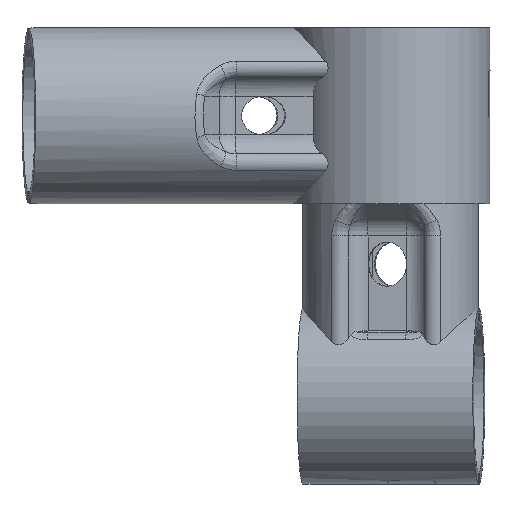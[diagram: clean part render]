
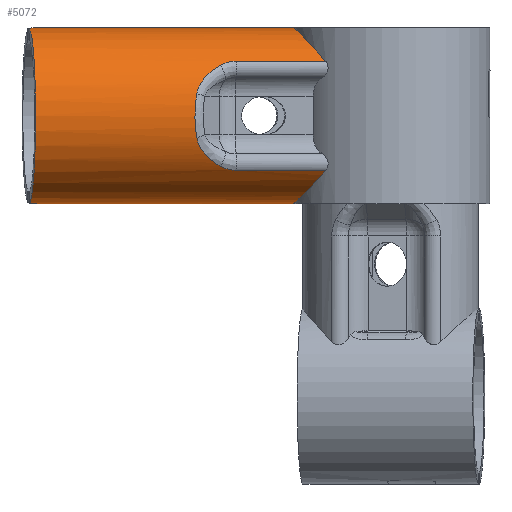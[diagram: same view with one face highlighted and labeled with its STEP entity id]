
A CAD part, front view. The second image highlights one B-rep face of the part: STEP entity #5072.
In plain terms, the highlighted cylindrical face has radius 16 mm (diameter 32 mm), a partial arc.
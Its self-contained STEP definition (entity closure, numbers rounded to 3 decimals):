
#3889=CARTESIAN_POINT('',(-15.978,0.837,17.981));
#3890=VERTEX_POINT('',#3889);
#3897=CARTESIAN_POINT('',(-9.926,12.549,12.904));
#3898=VERTEX_POINT('',#3897);
#3899=CARTESIAN_POINT('',(-9.926,12.549,12.904));
#3900=CARTESIAN_POINT('',(-10.415,12.162,13.281));
#3901=CARTESIAN_POINT('',(-10.88,11.748,13.649));
#3902=CARTESIAN_POINT('',(-11.975,10.653,14.534));
#3903=CARTESIAN_POINT('',(-12.613,9.897,15.066));
#3904=CARTESIAN_POINT('',(-13.764,8.221,16.042));
#3905=CARTESIAN_POINT('',(-14.277,7.301,16.486));
#3906=CARTESIAN_POINT('',(-15.12,5.342,17.221));
#3907=CARTESIAN_POINT('',(-15.449,4.302,17.512));
#3908=CARTESIAN_POINT('',(-15.833,2.445,17.851));
#3909=CARTESIAN_POINT('',(-15.936,1.64,17.943));
#3910=CARTESIAN_POINT('',(-15.978,0.837,17.981));
#3911=B_SPLINE_CURVE_WITH_KNOTS('',3,(#3899,#3900,#3901,#3902,#3903,#3904,#3905,#3906,#3907,#3908,#3909,#3910),.UNSPECIFIED.,.F.,.U.,(4,2,2,2,2,4),(1.17,1.382,1.705,2.028,2.35,2.59),.UNSPECIFIED.);
#3912=EDGE_CURVE('',#3898,#3890,#3911,.T.);
#3967=CARTESIAN_POINT('',(9.926,12.549,12.904));
#3968=VERTEX_POINT('',#3967);
#3984=CARTESIAN_POINT('',(15.978,0.837,17.981));
#3985=VERTEX_POINT('',#3984);
#3986=CARTESIAN_POINT('',(15.978,0.837,17.981));
#3987=CARTESIAN_POINT('',(15.936,1.64,17.943));
#3988=CARTESIAN_POINT('',(15.833,2.445,17.851));
#3989=CARTESIAN_POINT('',(15.449,4.302,17.512));
#3990=CARTESIAN_POINT('',(15.12,5.342,17.221));
#3991=CARTESIAN_POINT('',(14.277,7.301,16.486));
#3992=CARTESIAN_POINT('',(13.764,8.221,16.042));
#3993=CARTESIAN_POINT('',(12.613,9.897,15.066));
#3994=CARTESIAN_POINT('',(11.975,10.653,14.534));
#3995=CARTESIAN_POINT('',(10.88,11.748,13.649));
#3996=CARTESIAN_POINT('',(10.415,12.162,13.281));
#3997=CARTESIAN_POINT('',(9.926,12.549,12.904));
#3998=B_SPLINE_CURVE_WITH_KNOTS('',3,(#3986,#3987,#3988,#3989,#3990,#3991,#3992,#3993,#3994,#3995,#3996,#3997),.UNSPECIFIED.,.F.,.U.,(4,2,2,2,2,4),(8.104,8.343,8.666,8.989,9.312,9.524),.UNSPECIFIED.);
#3999=EDGE_CURVE('',#3985,#3968,#3998,.T.);
#4179=CARTESIAN_POINT('',(9.926,12.549,29.135));
#4180=VERTEX_POINT('',#4179);
#4188=CARTESIAN_POINT('',(9.926,12.549,29.135));
#4189=DIRECTION('',(0.0,0.0,-1.0));
#4190=VECTOR('',#4189,16.231);
#4191=LINE('',#4188,#4190);
#4192=EDGE_CURVE('',#4180,#3968,#4191,.T.);
#4456=CARTESIAN_POINT('',(9.175,13.108,32.15));
#4457=VERTEX_POINT('',#4456);
#4477=CARTESIAN_POINT('',(4.,15.492,36.594));
#4478=VERTEX_POINT('',#4477);
#4486=CARTESIAN_POINT('',(4.,15.492,36.594));
#4487=CARTESIAN_POINT('',(5.065,15.217,36.392));
#4488=CARTESIAN_POINT('',(7.204,14.39,35.142));
#4489=CARTESIAN_POINT('',(8.556,13.541,33.282));
#4490=CARTESIAN_POINT('',(9.175,13.108,32.15));
#4491=B_SPLINE_CURVE_WITH_KNOTS('',3,(#4486,#4487,#4488,#4489,#4490),.UNSPECIFIED.,.F.,.U.,(4,1,4),(0.0,0.295,0.688),.UNSPECIFIED.);
#4492=EDGE_CURVE('',#4478,#4457,#4491,.T.);
#4516=CARTESIAN_POINT('',(-4.,15.492,36.594));
#4517=VERTEX_POINT('',#4516);
#4525=CARTESIAN_POINT('',(0.0,0.0,25.22));
#4526=DIRECTION('',(0.0,0.592,-0.806));
#4527=DIRECTION('',(0.0,0.806,0.592));
#4528=AXIS2_PLACEMENT_3D('',#4525,#4526,#4527);
#4529=ELLIPSE('',#4528,19.849,16.);
#4530=EDGE_CURVE('',#4517,#4478,#4529,.T.);
#4586=CARTESIAN_POINT('',(-9.175,13.108,32.15));
#4587=VERTEX_POINT('',#4586);
#4595=CARTESIAN_POINT('',(-9.175,13.108,32.15));
#4596=CARTESIAN_POINT('',(-8.711,13.433,32.999));
#4597=CARTESIAN_POINT('',(-7.785,14.022,34.341));
#4598=CARTESIAN_POINT('',(-6.012,14.866,35.884));
#4599=CARTESIAN_POINT('',(-4.71,15.309,36.46));
#4600=CARTESIAN_POINT('',(-4.,15.492,36.594));
#4601=B_SPLINE_CURVE_WITH_KNOTS('',3,(#4595,#4596,#4597,#4598,#4599,#4600),.UNSPECIFIED.,.F.,.U.,(4,1,1,4),(0.0,0.295,0.491,0.688),.UNSPECIFIED.);
#4602=EDGE_CURVE('',#4587,#4517,#4601,.T.);
#4641=CARTESIAN_POINT('',(9.175,13.108,32.15));
#4642=CARTESIAN_POINT('',(9.673,12.76,31.241));
#4643=CARTESIAN_POINT('',(9.926,12.549,30.189));
#4644=CARTESIAN_POINT('',(9.926,12.549,29.135));
#4645=B_SPLINE_CURVE_WITH_KNOTS('',3,(#4641,#4642,#4643,#4644),.UNSPECIFIED.,.F.,.U.,(4,4),(3.742,4.058),.UNSPECIFIED.);
#4646=EDGE_CURVE('',#4457,#4180,#4645,.T.);
#4676=CARTESIAN_POINT('',(-9.926,12.549,29.135));
#4677=VERTEX_POINT('',#4676);
#4685=CARTESIAN_POINT('',(-9.926,12.549,29.135));
#4686=CARTESIAN_POINT('',(-9.926,12.549,30.189));
#4687=CARTESIAN_POINT('',(-9.673,12.76,31.241));
#4688=CARTESIAN_POINT('',(-9.175,13.108,32.15));
#4689=B_SPLINE_CURVE_WITH_KNOTS('',3,(#4685,#4686,#4687,#4688),.UNSPECIFIED.,.F.,.U.,(4,4),(-0.316,0.0),.UNSPECIFIED.);
#4690=EDGE_CURVE('',#4677,#4587,#4689,.T.);
#4709=CARTESIAN_POINT('',(-9.926,12.549,12.904));
#4710=DIRECTION('',(0.0,0.0,1.0));
#4711=VECTOR('',#4710,16.231);
#4712=LINE('',#4709,#4711);
#4713=EDGE_CURVE('',#3898,#4677,#4712,.T.);
#4896=CARTESIAN_POINT('',(-15.748,2.828,66.0));
#4897=VERTEX_POINT('',#4896);
#4904=CARTESIAN_POINT('',(-15.978,0.837,64.0));
#4905=VERTEX_POINT('',#4904);
#4906=CARTESIAN_POINT('',(-15.748,2.828,66.0));
#4907=CARTESIAN_POINT('',(-15.793,2.58,66.0));
#4908=CARTESIAN_POINT('',(-15.834,2.314,65.95));
#4909=CARTESIAN_POINT('',(-15.898,1.824,65.746));
#4910=CARTESIAN_POINT('',(-15.921,1.599,65.592));
#4911=CARTESIAN_POINT('',(-15.952,1.245,65.237));
#4912=CARTESIAN_POINT('',(-15.963,1.091,65.012));
#4913=CARTESIAN_POINT('',(-15.976,0.888,64.519));
#4914=CARTESIAN_POINT('',(-15.978,0.837,64.251));
#4915=CARTESIAN_POINT('',(-15.978,0.837,64.));
#4916=B_SPLINE_CURVE_WITH_KNOTS('',3,(#4906,#4907,#4908,#4909,#4910,#4911,#4912,#4913,#4914,#4915),.UNSPECIFIED.,.F.,.U.,(4,2,2,2,4),(0.304,0.38,0.455,0.53,0.606),.UNSPECIFIED.);
#4917=EDGE_CURVE('',#4897,#4905,#4916,.T.);
#4935=CARTESIAN_POINT('',(15.748,2.828,66.0));
#4936=VERTEX_POINT('',#4935);
#4943=CARTESIAN_POINT('',(0.0,0.0,66.0));
#4944=DIRECTION('',(0.0,0.0,1.0));
#4945=DIRECTION('',(-1.0,0.0,0.0));
#4946=AXIS2_PLACEMENT_3D('',#4943,#4944,#4945);
#4947=CIRCLE('',#4946,16.0);
#4948=EDGE_CURVE('',#4936,#4897,#4947,.T.);
#4958=CARTESIAN_POINT('',(15.978,0.837,64.0));
#4959=VERTEX_POINT('',#4958);
#4960=CARTESIAN_POINT('',(15.978,0.837,64.0));
#4961=CARTESIAN_POINT('',(15.978,0.837,64.251));
#4962=CARTESIAN_POINT('',(15.976,0.888,64.519));
#4963=CARTESIAN_POINT('',(15.963,1.091,65.012));
#4964=CARTESIAN_POINT('',(15.952,1.245,65.237));
#4965=CARTESIAN_POINT('',(15.921,1.599,65.592));
#4966=CARTESIAN_POINT('',(15.898,1.824,65.746));
#4967=CARTESIAN_POINT('',(15.834,2.314,65.95));
#4968=CARTESIAN_POINT('',(15.793,2.58,66.0));
#4969=CARTESIAN_POINT('',(15.748,2.828,66.0));
#4970=B_SPLINE_CURVE_WITH_KNOTS('',3,(#4960,#4961,#4962,#4963,#4964,#4965,#4966,#4967,#4968,#4969),.UNSPECIFIED.,.F.,.U.,(4,2,2,2,4),(0.606,0.681,0.757,0.832,0.908),.UNSPECIFIED.);
#4971=EDGE_CURVE('',#4959,#4936,#4970,.T.);
#4997=CARTESIAN_POINT('',(15.978,0.837,64.0));
#4998=DIRECTION('',(0.0,0.0,-1.0));
#4999=VECTOR('',#4998,46.019);
#5000=LINE('',#4997,#4999);
#5001=EDGE_CURVE('',#4959,#3985,#5000,.T.);
#5022=CARTESIAN_POINT('',(-15.978,0.837,17.981));
#5023=DIRECTION('',(0.0,0.0,1.0));
#5024=VECTOR('',#5023,46.019);
#5025=LINE('',#5022,#5024);
#5026=EDGE_CURVE('',#3890,#4905,#5025,.T.);
#5051=CARTESIAN_POINT('',(0.0,0.0,0.0));
#5052=DIRECTION('',(0.0,0.0,1.0));
#5053=DIRECTION('',(-1.0,0.0,0.0));
#5054=AXIS2_PLACEMENT_3D('',#5051,#5052,#5053);
#5055=CYLINDRICAL_SURFACE('',#5054,16.0);
#5056=ORIENTED_EDGE('',*,*,#3912,.T.);
#5057=ORIENTED_EDGE('',*,*,#5026,.T.);
#5058=ORIENTED_EDGE('',*,*,#4917,.F.);
#5059=ORIENTED_EDGE('',*,*,#4948,.F.);
#5060=ORIENTED_EDGE('',*,*,#4971,.F.);
#5061=ORIENTED_EDGE('',*,*,#5001,.T.);
#5062=ORIENTED_EDGE('',*,*,#3999,.T.);
#5063=ORIENTED_EDGE('',*,*,#4192,.F.);
#5064=ORIENTED_EDGE('',*,*,#4646,.F.);
#5065=ORIENTED_EDGE('',*,*,#4492,.F.);
#5066=ORIENTED_EDGE('',*,*,#4530,.F.);
#5067=ORIENTED_EDGE('',*,*,#4602,.F.);
#5068=ORIENTED_EDGE('',*,*,#4690,.F.);
#5069=ORIENTED_EDGE('',*,*,#4713,.F.);
#5070=EDGE_LOOP('',(#5056,#5057,#5058,#5059,#5060,#5061,#5062,#5063,#5064,#5065,#5066,#5067,#5068,#5069));
#5071=FACE_OUTER_BOUND('',#5070,.T.);
#5072=ADVANCED_FACE('',(#5071),#5055,.T.);
